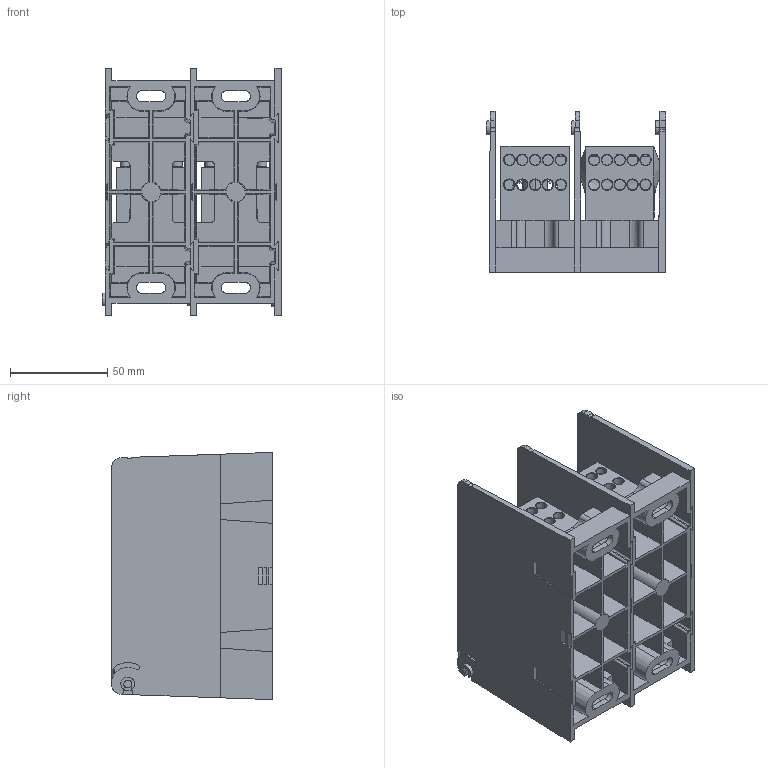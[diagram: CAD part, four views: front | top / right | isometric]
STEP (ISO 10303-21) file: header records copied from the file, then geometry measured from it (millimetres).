
FILE_DESCRIPTION (( 'STEP AP214' ), '1' );
FILE_NAME ('701905rev-2P.STEP', '2015-01-15T17:54:26', ( '' ), ( '' ), 'SwSTEP 2.0', 'SolidWorks 2014', '' );
FILE_SCHEMA (( 'AUTOMOTIVE_DESIGN' ));
Length unit declared in the file: inch
Products named in the file (1): 701905rev-2P
Bounding box: 92.16 x 82.55 x 127.01 mm (x, y, z)
Surface area: 135637.3 mm2 (no closed solid volume)
Topology: 0 solids, 41 shells, 639 faces, 2251 edges, 1585 vertices
Faces by surface type: plane 307, cylinder 199, cone 120, bspline 13
Entity records: 39676 total; most frequent: CARTESIAN_POINT 14757, ORIENTED_EDGE 3644, DIRECTION 3110, EDGE_CURVE 2235, VERTEX_POINT 1577, VECTOR 1114, LINE 1114, AXIS2_PLACEMENT_3D 998
